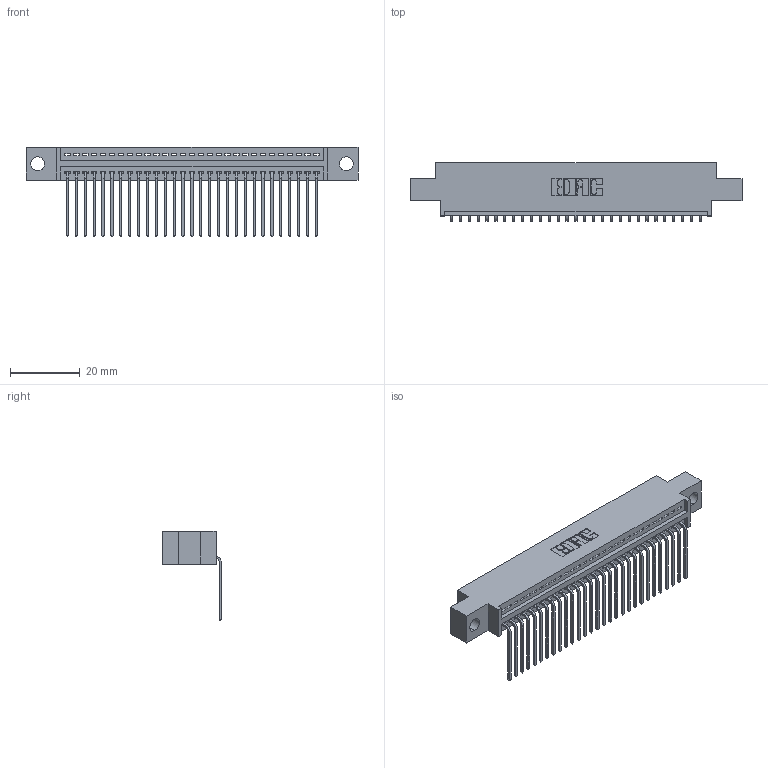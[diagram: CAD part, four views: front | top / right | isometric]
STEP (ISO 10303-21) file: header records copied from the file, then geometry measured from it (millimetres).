
FILE_DESCRIPTION (( 'STEP AP203' ), '1' );
FILE_NAME ('345-029-559-604.STEP', '2021-05-26T14:37:39', ( '' ), ( '' ), 'SwSTEP 2.0', 'SolidWorks 2020', '' );
FILE_SCHEMA (( 'CONFIG_CONTROL_DESIGN' ));
Length unit declared in the file: inch
Products named in the file (3): 345-292-001_558 559 Tail - 1; 345 Part_0.170 Offset - 0.156 Dia-TI; 345-029-559-604
Assembly tree (30 placements, depth 2):
  345-029-559-604
    345 Part_0.170 Offset - 0.156 Dia-TI
    345-292-001_558 559 Tail - 1  x29
Bounding box: 94.87 x 16.75 x 25.53 mm (x, y, z)
Volume: 8781.6 mm3; surface area: 12030 mm2
Topology: 30 solids, 30 shells, 1884 faces, 5667 edges, 3738 vertices
Faces by surface type: plane 1316, cylinder 568
Entity records: 24211 total; most frequent: CARTESIAN_POINT 4205, ORIENTED_EDGE 4166, DIRECTION 3689, EDGE_CURVE 2083, VECTOR 1835, LINE 1835, VERTEX_POINT 1386, AXIS2_PLACEMENT_3D 927
